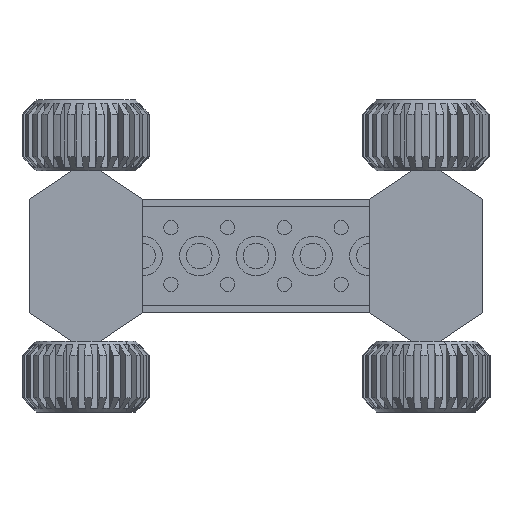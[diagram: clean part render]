
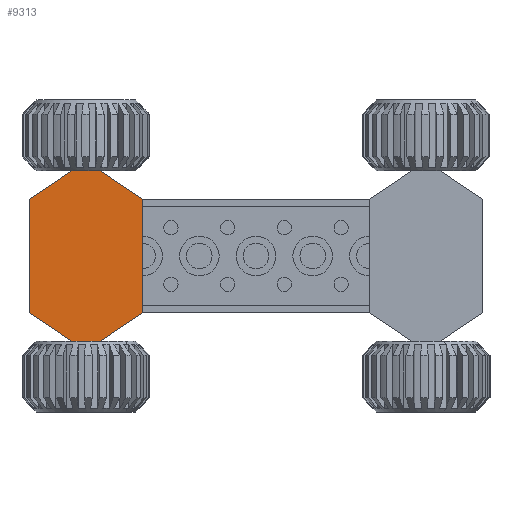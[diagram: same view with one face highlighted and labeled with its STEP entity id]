
A CAD part, front view. The second image highlights one B-rep face of the part: STEP entity #9313.
In plain terms, the highlighted planar face has unit normal (0, -1, 0).
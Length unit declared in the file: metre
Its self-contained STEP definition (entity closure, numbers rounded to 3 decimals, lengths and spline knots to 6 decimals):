
#102 = FACE_OUTER_BOUND ( 'NONE', #6730, .T. ) ;
#445 = CARTESIAN_POINT ( 'NONE',  ( 0.009231, 0., 0.006154 ) ) ;
#648 = CARTESIAN_POINT ( 'NONE',  ( 0., 0., 0. ) ) ;
#863 = DIRECTION ( 'NONE',  ( 0., 0., 1. ) ) ;
#1130 = VERTEX_POINT ( 'NONE', #11332 ) ;
#1211 = CARTESIAN_POINT ( 'NONE',  ( 0.009231, 0., -0.006154 ) ) ;
#1399 = CARTESIAN_POINT ( 'NONE',  ( -0.012, 0., -0.002 ) ) ;
#1775 = AXIS2_PLACEMENT_3D ( 'NONE', #648, #4449, #863 ) ;
#2358 = EDGE_CURVE ( 'NONE', #10956, #3048, #14081, .T. ) ;
#2581 = VECTOR ( 'NONE', #4444, 1. ) ;
#3048 = VERTEX_POINT ( 'NONE', #13556 ) ;
#3526 = EDGE_CURVE ( 'NONE', #12199, #15812, #6611, .T. ) ;
#3550 = VECTOR ( 'NONE', #14610, 1. ) ;
#3690 = ORIENTED_EDGE ( 'NONE', *, *, #12679, .T. ) ;
#3710 = DIRECTION ( 'NONE',  ( -0.555, 0., -0.832 ) ) ;
#4367 = DIRECTION ( 'NONE',  ( 0.555, 0., 0.832 ) ) ;
#4397 = CARTESIAN_POINT ( 'NONE',  ( 0., 0., -0.008 ) ) ;
#4444 = DIRECTION ( 'NONE',  ( 0.555, 0., -0.832 ) ) ;
#4449 = DIRECTION ( 'NONE',  ( 0., 1., 0. ) ) ;
#4511 = PLANE ( 'NONE',  #1775 ) ;
#4533 = DIRECTION ( 'NONE',  ( -0.555, 0., 0.832 ) ) ;
#4787 = VECTOR ( 'NONE', #12147, 1. ) ;
#5005 = EDGE_CURVE ( 'NONE', #5598, #16467, #7437, .T. ) ;
#5291 = ORIENTED_EDGE ( 'NONE', *, *, #5976, .T. ) ;
#5297 = VECTOR ( 'NONE', #5375, 1. ) ;
#5375 = DIRECTION ( 'NONE',  ( 0., 0., -1. ) ) ;
#5442 = VERTEX_POINT ( 'NONE', #1399 ) ;
#5598 = VERTEX_POINT ( 'NONE', #13373 ) ;
#5834 = VECTOR ( 'NONE', #15913, 1. ) ;
#5976 = EDGE_CURVE ( 'NONE', #5442, #12199, #11860, .T. ) ;
#6591 = EDGE_CURVE ( 'NONE', #16467, #1130, #15248, .T. ) ;
#6611 = LINE ( 'NONE', #4397, #3550 ) ;
#6648 = VECTOR ( 'NONE', #4367, 1. ) ;
#6730 = EDGE_LOOP ( 'NONE', ( #9905, #13325, #9555, #3690, #7970, #15283, #7500, #5291 ) ) ;
#7074 = CARTESIAN_POINT ( 'NONE',  ( 0., 0., 0.008 ) ) ;
#7437 = LINE ( 'NONE', #13224, #6648 ) ;
#7500 = ORIENTED_EDGE ( 'NONE', *, *, #14949, .T. ) ;
#7970 = ORIENTED_EDGE ( 'NONE', *, *, #6591, .F. ) ;
#7976 = LINE ( 'NONE', #445, #12002 ) ;
#9017 = EDGE_CURVE ( 'NONE', #3048, #15812, #13413, .T. ) ;
#9313 = ADVANCED_FACE ( 'NONE', ( #102 ), #4511, .F. ) ;
#9555 = ORIENTED_EDGE ( 'NONE', *, *, #2358, .F. ) ;
#9819 = CARTESIAN_POINT ( 'NONE',  ( 0.012, 0., 0.002 ) ) ;
#9905 = ORIENTED_EDGE ( 'NONE', *, *, #3526, .T. ) ;
#10576 = CARTESIAN_POINT ( 'NONE',  ( -0.008, 0., 0.008 ) ) ;
#10956 = VERTEX_POINT ( 'NONE', #9819 ) ;
#11332 = CARTESIAN_POINT ( 'NONE',  ( 0.008, 0., 0.008 ) ) ;
#11860 = LINE ( 'NONE', #15922, #2581 ) ;
#12002 = VECTOR ( 'NONE', #4533, 1. ) ;
#12147 = DIRECTION ( 'NONE',  ( 1., 0., 0. ) ) ;
#12199 = VERTEX_POINT ( 'NONE', #12752 ) ;
#12679 = EDGE_CURVE ( 'NONE', #10956, #1130, #7976, .T. ) ;
#12680 = CARTESIAN_POINT ( 'NONE',  ( 0.008, 0., -0.008 ) ) ;
#12752 = CARTESIAN_POINT ( 'NONE',  ( -0.008, 0., -0.008 ) ) ;
#12977 = CARTESIAN_POINT ( 'NONE',  ( -0.012, 0., 0. ) ) ;
#13004 = VECTOR ( 'NONE', #3710, 1. ) ;
#13224 = CARTESIAN_POINT ( 'NONE',  ( -0.009231, 0., 0.006154 ) ) ;
#13325 = ORIENTED_EDGE ( 'NONE', *, *, #9017, .F. ) ;
#13373 = CARTESIAN_POINT ( 'NONE',  ( -0.012, 0., 0.002 ) ) ;
#13413 = LINE ( 'NONE', #1211, #13004 ) ;
#13556 = CARTESIAN_POINT ( 'NONE',  ( 0.012, 0., -0.002 ) ) ;
#14081 = LINE ( 'NONE', #15808, #5834 ) ;
#14610 = DIRECTION ( 'NONE',  ( 1., 0., 0. ) ) ;
#14949 = EDGE_CURVE ( 'NONE', #5598, #5442, #15346, .T. ) ;
#15248 = LINE ( 'NONE', #7074, #4787 ) ;
#15283 = ORIENTED_EDGE ( 'NONE', *, *, #5005, .F. ) ;
#15346 = LINE ( 'NONE', #12977, #5297 ) ;
#15808 = CARTESIAN_POINT ( 'NONE',  ( 0.012, 0., 0. ) ) ;
#15812 = VERTEX_POINT ( 'NONE', #12680 ) ;
#15913 = DIRECTION ( 'NONE',  ( 0., 0., -1. ) ) ;
#15922 = CARTESIAN_POINT ( 'NONE',  ( -0.009231, 0., -0.006154 ) ) ;
#16467 = VERTEX_POINT ( 'NONE', #10576 ) ;
